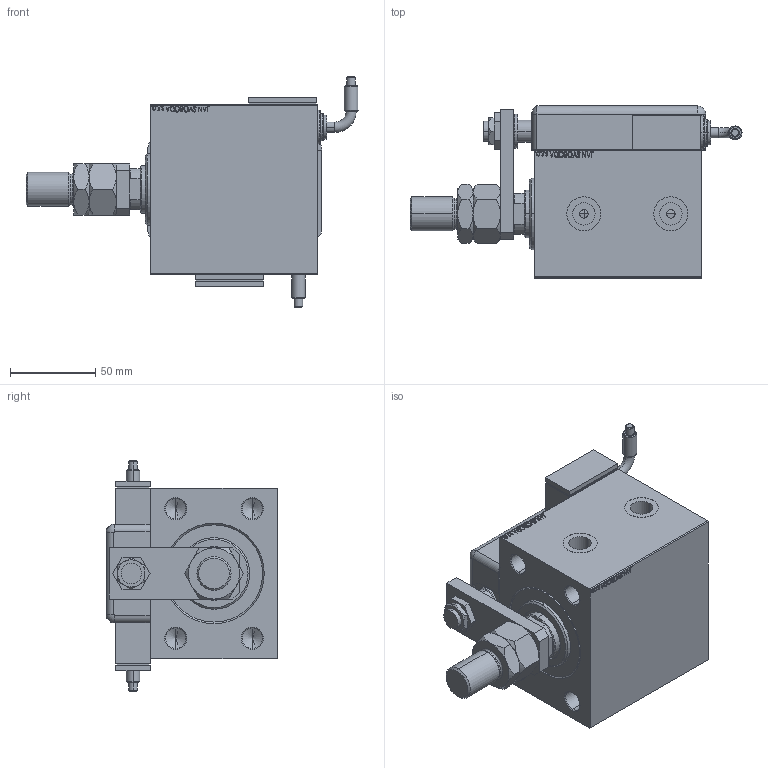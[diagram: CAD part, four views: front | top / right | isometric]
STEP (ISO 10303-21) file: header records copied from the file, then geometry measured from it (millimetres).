
FILE_DESCRIPTION (( 'STEP AP203' ), '1' );
FILE_NAME ('e343.STEP', '2021-03-18T18:15:19', ( '' ), ( '' ), 'SwSTEP 2.0', 'SolidWorks 2019', '' );
FILE_SCHEMA (( 'CONFIG_CONTROL_DESIGN' ));
Length unit declared in the file: millimetre
Products named in the file (14): V450CM_VC_B dcf4cc4183d19890d3a5b0b62a522ae6; SWITCH DIM A_G dcf4cc4183d19890d3a5b0b62a522ae6; MAGNETIC SWITCH Q dcf4cc4183d19890d3a5b0b62a522ae6; NUT_D13 dcf4cc4183d19890d3a5b0b62a522ae6; ZARAZKA_Q dcf4cc4183d19890d3a5b0b62a522ae6; SWITCH Q dcf4cc4183d19890d3a5b0b62a522ae6; NUT_D19 dcf4cc4183d19890d3a5b0b62a522ae6; e343; V450CM_B_VCP dcf4cc4183d19890d3a5b0b62a522ae6; V450CM_B dcf4cc4183d19890d3a5b0b62a522ae6; SWITCH_Q_FRONT_BACK dcf4cc4183d19890d3a5b0b62a522ae6; Q_T_W_MTA dcf4cc4183d19890d3a5b0b62a522ae6; TYC dcf4cc4183d19890d3a5b0b62a522ae6; KRYT dcf4cc4183d19890d3a5b0b62a522ae6
Assembly tree (14 placements, depth 3):
  e343
    V450CM_B dcf4cc4183d19890d3a5b0b62a522ae6
    V450CM_B_VCP dcf4cc4183d19890d3a5b0b62a522ae6
    V450CM_VC_B dcf4cc4183d19890d3a5b0b62a522ae6
    MAGNETIC SWITCH Q dcf4cc4183d19890d3a5b0b62a522ae6
      SWITCH_Q_FRONT_BACK dcf4cc4183d19890d3a5b0b62a522ae6
      TYC dcf4cc4183d19890d3a5b0b62a522ae6
      ZARAZKA_Q dcf4cc4183d19890d3a5b0b62a522ae6
      SWITCH DIM A_G dcf4cc4183d19890d3a5b0b62a522ae6
      NUT_D19 dcf4cc4183d19890d3a5b0b62a522ae6
      NUT_D13 dcf4cc4183d19890d3a5b0b62a522ae6
      KRYT dcf4cc4183d19890d3a5b0b62a522ae6
      SWITCH Q dcf4cc4183d19890d3a5b0b62a522ae6  x2
    Q_T_W_MTA dcf4cc4183d19890d3a5b0b62a522ae6
Bounding box: 194.76 x 100.8 x 135.01 mm (x, y, z)
Volume: 846688.7 mm3; surface area: 160372.4 mm2
Topology: 14 solids, 14 shells, 1359 faces, 3412 edges, 2215 vertices
Faces by surface type: plane 631, bspline 475, cylinder 133, cone 94, torus 24, sphere 2
Entity records: 63907 total; most frequent: CARTESIAN_POINT 34251, ORIENTED_EDGE 6536, DIRECTION 4274, EDGE_CURVE 3268, VERTEX_POINT 2138, LINE 1898, VECTOR 1898, EDGE_LOOP 1478
